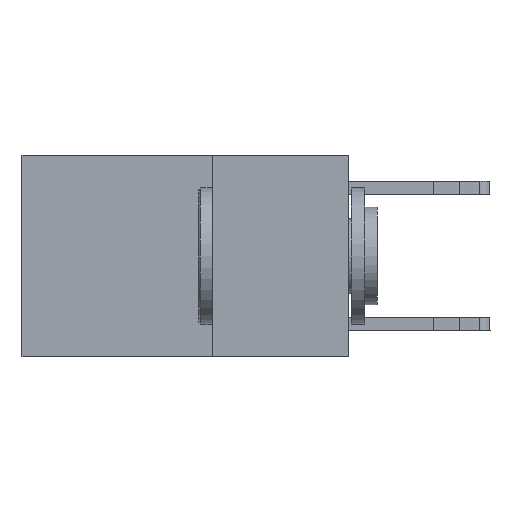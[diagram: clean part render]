
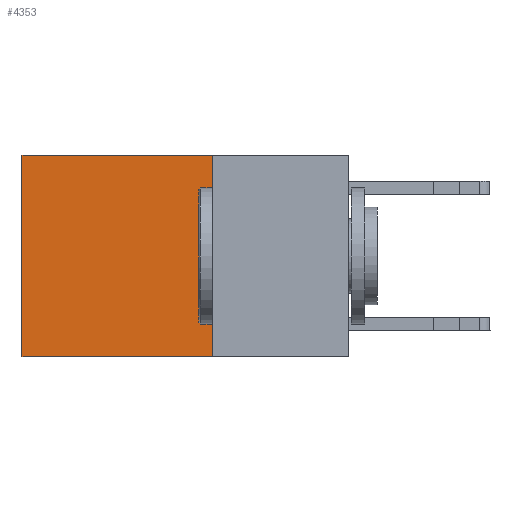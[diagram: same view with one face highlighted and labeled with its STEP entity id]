
A CAD part, left-side view. The second image highlights one B-rep face of the part: STEP entity #4353.
In plain terms, the highlighted planar face has unit normal (-1, 0, 0).
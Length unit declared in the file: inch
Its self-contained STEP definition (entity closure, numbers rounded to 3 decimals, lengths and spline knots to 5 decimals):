
#433 = CARTESIAN_POINT ( 'NONE',  ( 0.2625, 0.25, 0. ) ) ;
#455 = LINE ( 'NONE', #11406, #8986 ) ;
#471 = FACE_OUTER_BOUND ( 'NONE', #7953, .T. ) ;
#571 = VERTEX_POINT ( 'NONE', #5544 ) ;
#911 = EDGE_CURVE ( 'NONE', #571, #3974, #455, .T. ) ;
#980 = CARTESIAN_POINT ( 'NONE',  ( 0.2625, 0.25, 0. ) ) ;
#987 = VECTOR ( 'NONE', #3727, 39.37008 ) ;
#1417 = ORIENTED_EDGE ( 'NONE', *, *, #911, .T. ) ;
#1450 = DIRECTION ( 'NONE',  ( 1., 0., 0. ) ) ;
#1514 = VERTEX_POINT ( 'NONE', #980 ) ;
#2953 = VECTOR ( 'NONE', #6041, 39.37008 ) ;
#3271 = CARTESIAN_POINT ( 'NONE',  ( 0.2625, 0.25, 0. ) ) ;
#3727 = DIRECTION ( 'NONE',  ( 0., 1., 0. ) ) ;
#3910 = VECTOR ( 'NONE', #7303, 39.37008 ) ;
#3974 = VERTEX_POINT ( 'NONE', #4265 ) ;
#4265 = CARTESIAN_POINT ( 'NONE',  ( 0.2625, 0.6, -0.37 ) ) ;
#4353 = ADVANCED_FACE ( 'NONE', ( #471 ), #5589, .F. ) ;
#4440 = DIRECTION ( 'NONE',  ( 0., 0., -1. ) ) ;
#4580 = EDGE_CURVE ( 'NONE', #1514, #571, #6425, .T. ) ;
#4602 = DIRECTION ( 'NONE',  ( 0., 0., -1. ) ) ;
#5382 = CARTESIAN_POINT ( 'NONE',  ( 0.2625, 0.25, 0. ) ) ;
#5544 = CARTESIAN_POINT ( 'NONE',  ( 0.2625, 0.6, 0. ) ) ;
#5589 = PLANE ( 'NONE',  #8003 ) ;
#6041 = DIRECTION ( 'NONE',  ( 0., 1., 0. ) ) ;
#6043 = ORIENTED_EDGE ( 'NONE', *, *, #10599, .F. ) ;
#6425 = LINE ( 'NONE', #433, #2953 ) ;
#7084 = EDGE_CURVE ( 'NONE', #1514, #11973, #7180, .T. ) ;
#7180 = LINE ( 'NONE', #3271, #3910 ) ;
#7303 = DIRECTION ( 'NONE',  ( 0., 0., -1. ) ) ;
#7811 = CARTESIAN_POINT ( 'NONE',  ( 0.2625, 0.25, -0.37 ) ) ;
#7870 = LINE ( 'NONE', #7811, #987 ) ;
#7953 = EDGE_LOOP ( 'NONE', ( #1417, #6043, #8683, #11145 ) ) ;
#8003 = AXIS2_PLACEMENT_3D ( 'NONE', #5382, #1450, #4602 ) ;
#8683 = ORIENTED_EDGE ( 'NONE', *, *, #7084, .F. ) ;
#8986 = VECTOR ( 'NONE', #4440, 39.37008 ) ;
#10599 = EDGE_CURVE ( 'NONE', #11973, #3974, #7870, .T. ) ;
#11145 = ORIENTED_EDGE ( 'NONE', *, *, #4580, .T. ) ;
#11406 = CARTESIAN_POINT ( 'NONE',  ( 0.2625, 0.6, 0. ) ) ;
#11771 = CARTESIAN_POINT ( 'NONE',  ( 0.2625, 0.25, -0.37 ) ) ;
#11973 = VERTEX_POINT ( 'NONE', #11771 ) ;
